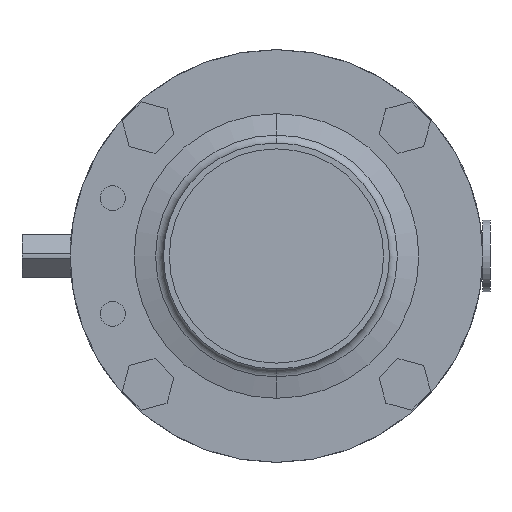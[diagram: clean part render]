
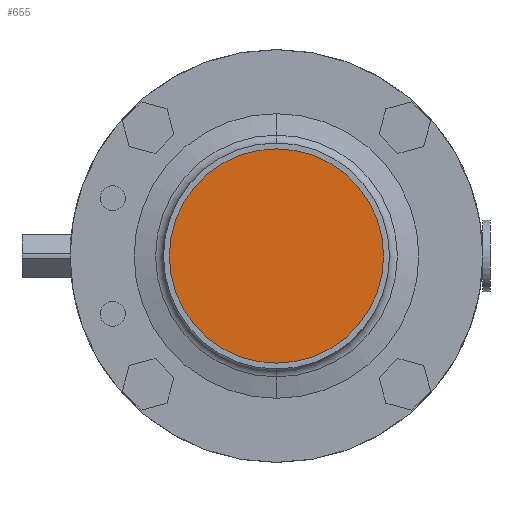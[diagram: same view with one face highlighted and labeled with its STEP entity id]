
A CAD part, left-side view. The second image highlights one B-rep face of the part: STEP entity #655.
In plain terms, the highlighted face is planar.
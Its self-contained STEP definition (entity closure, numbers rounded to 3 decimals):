
#252 = ORIENTED_EDGE ( 'NONE', *, *, #1787, .F. ) ;
#388 = DIRECTION ( 'NONE',  ( 0., 0., 1. ) ) ;
#481 = CIRCLE ( 'NONE', #2009, 30.1 ) ;
#590 = CARTESIAN_POINT ( 'NONE',  ( 10., 0., 0. ) ) ;
#595 = DIRECTION ( 'NONE',  ( -1., 0., 0. ) ) ;
#655 = ADVANCED_FACE ( 'NONE', ( #1039 ), #844, .F. ) ;
#710 = ORIENTED_EDGE ( 'NONE', *, *, #1183, .F. ) ;
#735 = CIRCLE ( 'NONE', #1477, 30.1 ) ;
#844 = PLANE ( 'NONE',  #1568 ) ;
#905 = CARTESIAN_POINT ( 'NONE',  ( 10., 0., 30.1 ) ) ;
#1039 = FACE_OUTER_BOUND ( 'NONE', #2206, .T. ) ;
#1096 = VERTEX_POINT ( 'NONE', #905 ) ;
#1183 = EDGE_CURVE ( 'NONE', #1096, #1775, #481, .T. ) ;
#1232 = CARTESIAN_POINT ( 'NONE',  ( 10., 30.1, 0. ) ) ;
#1385 = DIRECTION ( 'NONE',  ( 0., 0., 1. ) ) ;
#1477 = AXIS2_PLACEMENT_3D ( 'NONE', #590, #1535, #1500 ) ;
#1500 = DIRECTION ( 'NONE',  ( 0., 0., 1. ) ) ;
#1535 = DIRECTION ( 'NONE',  ( -1., 0., 0. ) ) ;
#1568 = AXIS2_PLACEMENT_3D ( 'NONE', #1232, #2139, #1385 ) ;
#1775 = VERTEX_POINT ( 'NONE', #2050 ) ;
#1787 = EDGE_CURVE ( 'NONE', #1775, #1096, #735, .T. ) ;
#2009 = AXIS2_PLACEMENT_3D ( 'NONE', #2234, #595, #388 ) ;
#2050 = CARTESIAN_POINT ( 'NONE',  ( 10., 0., -30.1 ) ) ;
#2139 = DIRECTION ( 'NONE',  ( -1., 0., 0. ) ) ;
#2206 = EDGE_LOOP ( 'NONE', ( #710, #252 ) ) ;
#2234 = CARTESIAN_POINT ( 'NONE',  ( 10., 0., 0. ) ) ;
